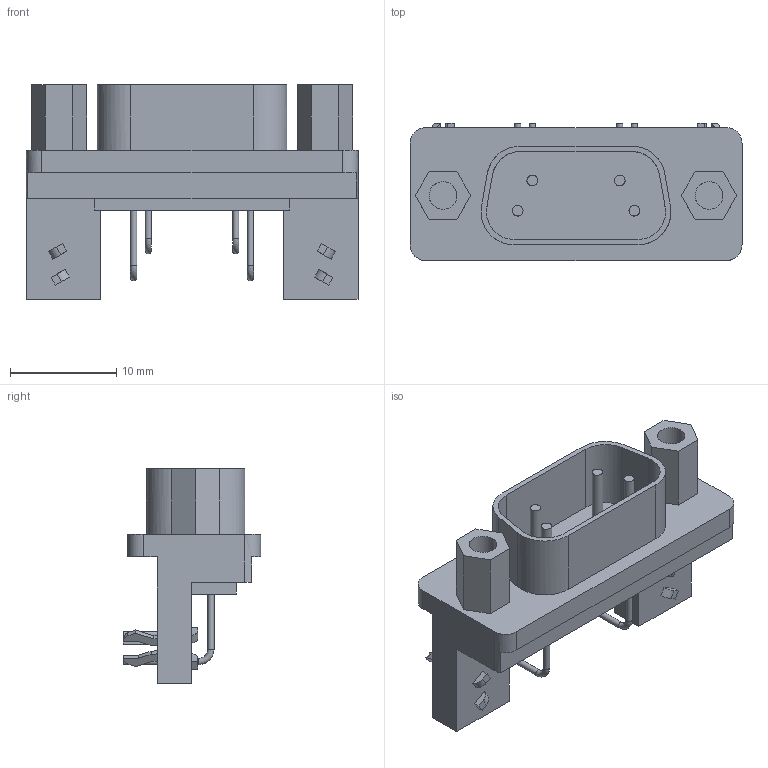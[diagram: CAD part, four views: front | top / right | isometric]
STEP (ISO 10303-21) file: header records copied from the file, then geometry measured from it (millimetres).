
FILE_DESCRIPTION((''),'2;1');
FILE_NAME( '0966_Dsub-S_low_profile_male_angled_9-pins_board_lock_female_scre','2005-08-24T17:55:30',('User'),('SDRC'),'I-DEAS Master Series 9','UNIX','Yes');
FILE_SCHEMA(('AUTOMOTIVE_DESIGN { 1 0 10303 214 1 1 1 1 }'));
Length unit declared in the file: millimetre
Products named in the file (1): 09 66 162 x817
Bounding box: 31.2 x 12.9 x 20.2 mm (x, y, z)
Volume: 2330.4 mm3; surface area: 2670.7 mm2
Topology: 1 solids, 1 shells, 156 faces, 384 edges, 254 vertices
Faces by surface type: bspline 156
Entity records: 4831 total; most frequent: CARTESIAN_POINT 2149, ORIENTED_EDGE 768, EDGE_CURVE 384, OVER_RIDING_STYLED_ITEM 288, VERTEX_POINT 254, EDGE_LOOP 180, FACE_OUTER_BOUND 156, ADVANCED_FACE 156
